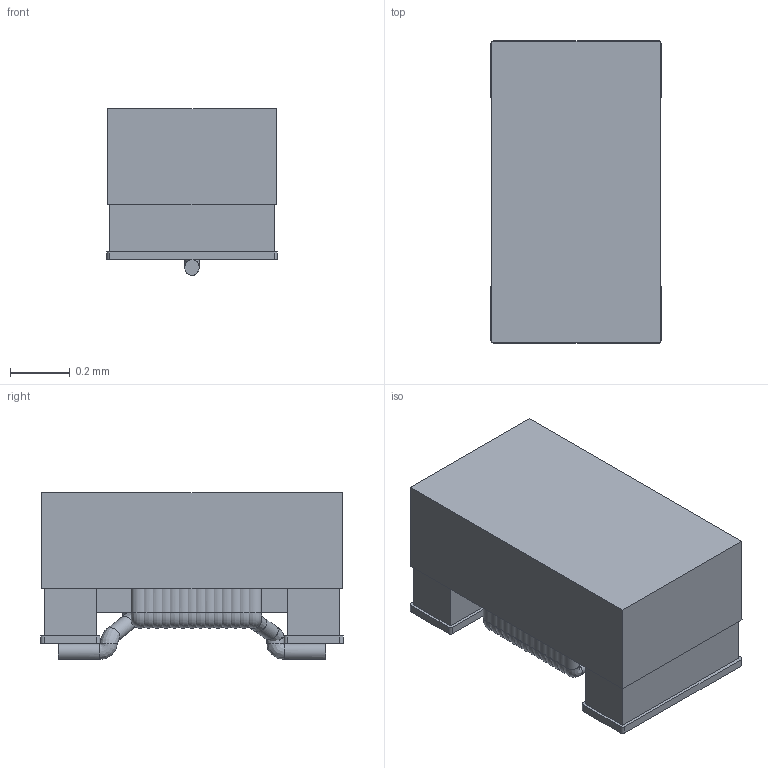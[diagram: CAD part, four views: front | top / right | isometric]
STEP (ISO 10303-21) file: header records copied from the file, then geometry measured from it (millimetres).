
FILE_DESCRIPTION( ('This file contains a STEP AP42 implementation' ,'as created by ZW3D STEP Interface translator.') ,'2;1' );
FILE_NAME( 'SWI0402CT-A1.stp' ,'1712 6.113523', (''), ('ZWCAD Software Co.'), 'Version 1.0', 'ZW3D to STEP translator', '' );
FILE_SCHEMA( ('CONFIG_CONTROL_DESIGN') );
Length unit declared in the file: millimetre
Products named in the file (1): 0
Bounding box: 0.57 x 1.01 x 0.56 mm (x, y, z)
Surface area: 9.6 mm2
Topology: 6 solids, 76 shells, 170 faces, 479 edges, 323 vertices
Faces by surface type: bspline 170
Entity records: 20845 total; most frequent: CARTESIAN_POINT 18209, ORIENTED_EDGE 794, EDGE_CURVE 479, B_SPLINE_CURVE_WITH_KNOTS 324, VERTEX_POINT 323, EDGE_LOOP 170, FACE_OUTER_BOUND 170, ADVANCED_FACE 170
